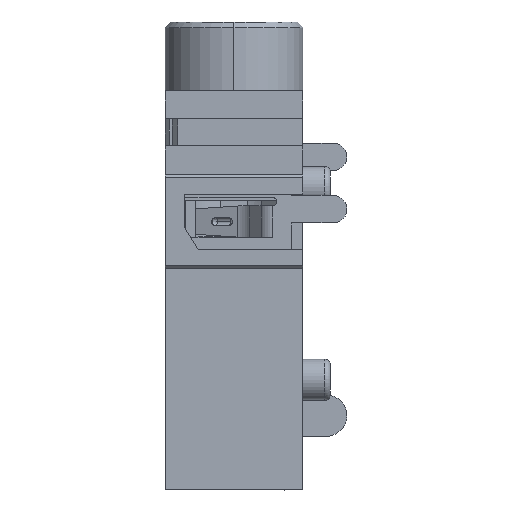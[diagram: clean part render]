
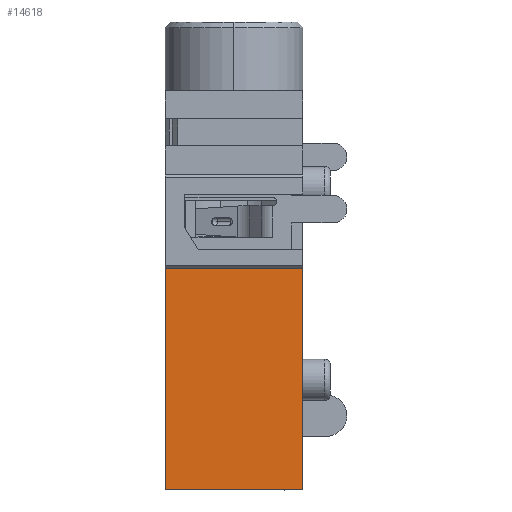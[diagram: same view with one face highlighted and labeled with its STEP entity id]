
A CAD part, left-side view. The second image highlights one B-rep face of the part: STEP entity #14618.
In plain terms, the highlighted planar face has unit normal (-1, 0, 0).
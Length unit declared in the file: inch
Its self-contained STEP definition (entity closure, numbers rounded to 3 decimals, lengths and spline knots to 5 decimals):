
#51 = VERTEX_POINT ( 'NONE', #11276 ) ;
#102 = DIRECTION ( 'NONE',  ( 0., 0., 1. ) ) ;
#284 = DIRECTION ( 'NONE',  ( 0., 1., 0. ) ) ;
#348 = EDGE_CURVE ( 'NONE', #2972, #5811, #13682, .T. ) ;
#404 = DIRECTION ( 'NONE',  ( -1., 0., 0. ) ) ;
#1200 = VECTOR ( 'NONE', #1317, 39.37008 ) ;
#1317 = DIRECTION ( 'NONE',  ( 0., -1., 0. ) ) ;
#2053 = DIRECTION ( 'NONE',  ( 0., 0., -1. ) ) ;
#2972 = VERTEX_POINT ( 'NONE', #4120 ) ;
#3438 = LINE ( 'NONE', #12317, #6788 ) ;
#3557 = EDGE_LOOP ( 'NONE', ( #8183, #6897, #6191, #5535 ) ) ;
#4120 = CARTESIAN_POINT ( 'NONE',  ( -0.11811, 0.09843, 0. ) ) ;
#4956 = CARTESIAN_POINT ( 'NONE',  ( -0.11811, 0.09843, 0. ) ) ;
#5535 = ORIENTED_EDGE ( 'NONE', *, *, #348, .T. ) ;
#5801 = FACE_OUTER_BOUND ( 'NONE', #3557, .T. ) ;
#5811 = VERTEX_POINT ( 'NONE', #8272 ) ;
#5897 = LINE ( 'NONE', #10406, #12635 ) ;
#5972 = EDGE_CURVE ( 'NONE', #51, #5811, #7675, .T. ) ;
#6106 = EDGE_CURVE ( 'NONE', #51, #10862, #5897, .T. ) ;
#6191 = ORIENTED_EDGE ( 'NONE', *, *, #8739, .T. ) ;
#6788 = VECTOR ( 'NONE', #7951, 39.37008 ) ;
#6897 = ORIENTED_EDGE ( 'NONE', *, *, #6106, .T. ) ;
#7675 = LINE ( 'NONE', #12190, #11922 ) ;
#7712 = AXIS2_PLACEMENT_3D ( 'NONE', #9122, #404, #102 ) ;
#7951 = DIRECTION ( 'NONE',  ( 0., 0., -1. ) ) ;
#8183 = ORIENTED_EDGE ( 'NONE', *, *, #5972, .F. ) ;
#8272 = CARTESIAN_POINT ( 'NONE',  ( -0.11811, -0.09843, 0. ) ) ;
#8739 = EDGE_CURVE ( 'NONE', #10862, #2972, #3438, .T. ) ;
#9122 = CARTESIAN_POINT ( 'NONE',  ( -0.11811, 0.09843, 0. ) ) ;
#10406 = CARTESIAN_POINT ( 'NONE',  ( -0.11811, 0.09843, 0.31693 ) ) ;
#10862 = VERTEX_POINT ( 'NONE', #12823 ) ;
#11276 = CARTESIAN_POINT ( 'NONE',  ( -0.11811, -0.09843, 0.31693 ) ) ;
#11922 = VECTOR ( 'NONE', #2053, 39.37008 ) ;
#12190 = CARTESIAN_POINT ( 'NONE',  ( -0.11811, -0.09843, 0. ) ) ;
#12317 = CARTESIAN_POINT ( 'NONE',  ( -0.11811, 0.09843, 0. ) ) ;
#12635 = VECTOR ( 'NONE', #284, 39.37008 ) ;
#12823 = CARTESIAN_POINT ( 'NONE',  ( -0.11811, 0.09843, 0.31693 ) ) ;
#13682 = LINE ( 'NONE', #4956, #1200 ) ;
#13713 = PLANE ( 'NONE',  #7712 ) ;
#14618 = ADVANCED_FACE ( 'NONE', ( #5801 ), #13713, .T. ) ;
